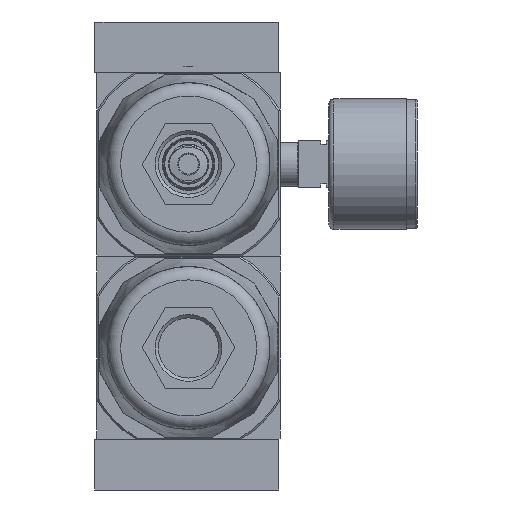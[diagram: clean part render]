
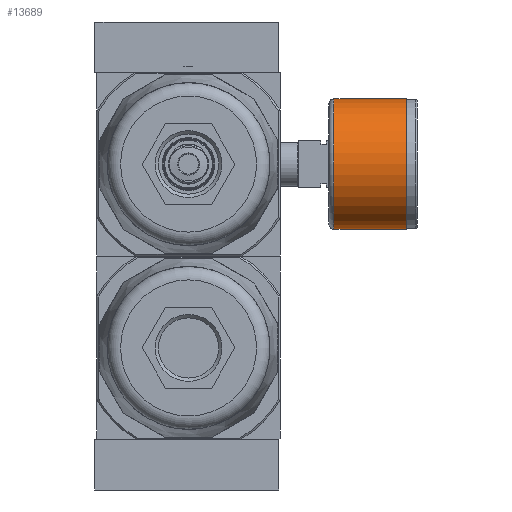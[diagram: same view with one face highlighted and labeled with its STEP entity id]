
A CAD part, front view. The second image highlights one B-rep face of the part: STEP entity #13689.
In plain terms, the highlighted cylindrical face has radius 19.5 mm (diameter 39 mm), a full revolution.
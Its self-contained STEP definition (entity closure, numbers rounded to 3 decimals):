
#713=CYLINDRICAL_SURFACE('',#19588,19.5);
#1257=CIRCLE('',#19587,19.5);
#1258=CIRCLE('',#19589,19.5);
#3467=ORIENTED_EDGE('',*,*,#6446,.F.);
#3468=ORIENTED_EDGE('',*,*,#6447,.T.);
#6446=EDGE_CURVE('',#8108,#8108,#1257,.T.);
#6447=EDGE_CURVE('',#8109,#8109,#1258,.T.);
#8108=VERTEX_POINT('',#27044);
#8109=VERTEX_POINT('',#27047);
#11118=EDGE_LOOP('',(#3467));
#11119=EDGE_LOOP('',(#3468));
#12261=FACE_BOUND('',#11118,.T.);
#12262=FACE_BOUND('',#11119,.T.);
#13689=ADVANCED_FACE('',(#12261,#12262),#713,.T.);
#19587=AXIS2_PLACEMENT_3D('',#27043,#22331,#22332);
#19588=AXIS2_PLACEMENT_3D('',#27045,#22333,#22334);
#19589=AXIS2_PLACEMENT_3D('',#27046,#22335,#22336);
#22331=DIRECTION('',(1.,0.,0.));
#22332=DIRECTION('',(0.,0.,-1.));
#22333=DIRECTION('',(1.,0.,0.));
#22334=DIRECTION('',(0.,0.,-1.));
#22335=DIRECTION('',(1.,0.,0.));
#22336=DIRECTION('',(0.,0.,-1.));
#27043=CARTESIAN_POINT('',(-3.2,0.,0.));
#27044=CARTESIAN_POINT('',(-3.2,0.,-19.5));
#27045=CARTESIAN_POINT('',(0.,0.,0.));
#27046=CARTESIAN_POINT('',(-24.85,0.,0.));
#27047=CARTESIAN_POINT('',(-24.85,0.,-19.5));
